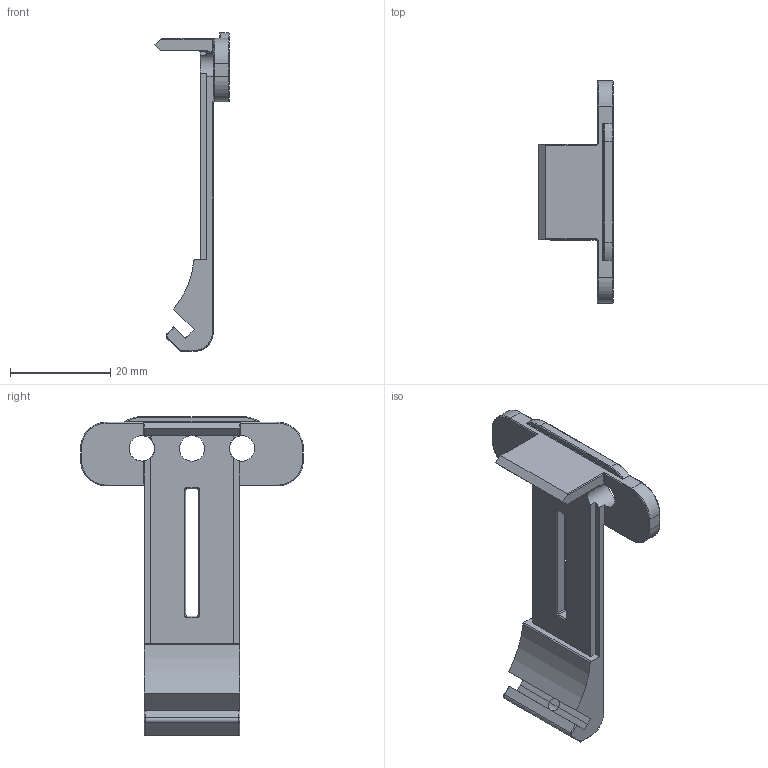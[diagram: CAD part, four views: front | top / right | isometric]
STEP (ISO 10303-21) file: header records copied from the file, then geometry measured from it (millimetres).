
FILE_DESCRIPTION(/* description */ (''),/* implementation_level */ '2;1');
FILE_NAME(/* name */ 'Band Right.step',/* time_stamp */ '2020-08-02T13:52:08-04:00',/* author */ (''),/* organization */ (''),/* preprocessor_version */ 'ST-DEVELOPER v18.1',/* originating_system */ 'Autodesk Translation Framework v9.3.0.1241',/* authorisation */ '');
FILE_SCHEMA (('AUTOMOTIVE_DESIGN { 1 0 10303 214 3 1 1 }'));
Length unit declared in the file: inch
Products named in the file (1): Band Right
Bounding box: 14.82 x 44.45 x 63.62 mm (x, y, z)
Volume: 5753.4 mm3; surface area: 4618.9 mm2
Topology: 1 solids, 1 shells, 144 faces, 360 edges, 214 vertices
Faces by surface type: cylinder 67, plane 40, torus 31, bspline 4, sphere 2
Full cylindrical faces by diameter (mm): 2.54 x1, 5.08 x3
Entity records: 4716 total; most frequent: CARTESIAN_POINT 1181, DIRECTION 778, ORIENTED_EDGE 720, EDGE_CURVE 360, AXIS2_PLACEMENT_3D 302, VERTEX_POINT 214, LINE 174, VECTOR 174
